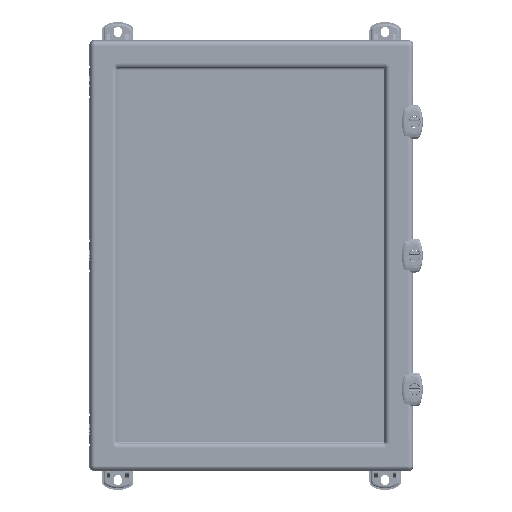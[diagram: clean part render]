
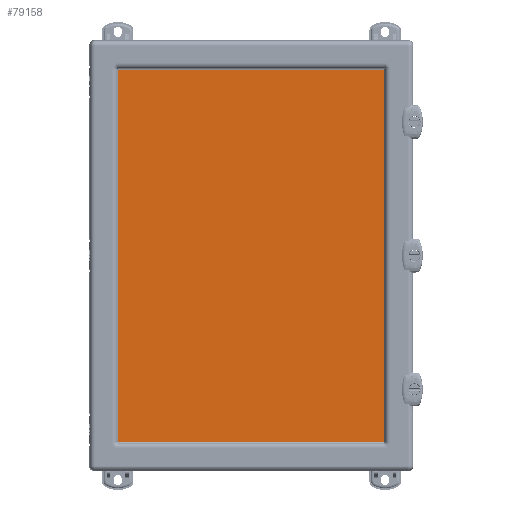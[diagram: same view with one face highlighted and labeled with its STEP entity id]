
A CAD part, top view. The second image highlights one B-rep face of the part: STEP entity #79158.
In plain terms, the highlighted face is planar.
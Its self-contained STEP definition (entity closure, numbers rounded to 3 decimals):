
#4869=PLANE('',#86601);
#9974=FACE_OUTER_BOUND('',#14957,.T.);
#14957=EDGE_LOOP('',(#68160,#68161,#68162,#68163));
#24066=LINE('',#154870,#29936);
#24070=LINE('',#154876,#29940);
#24072=LINE('',#154879,#29942);
#24074=LINE('',#154883,#29944);
#29936=VECTOR('',#104073,10.);
#29940=VECTOR('',#104081,10.);
#29942=VECTOR('',#104085,10.);
#29944=VECTOR('',#104091,10.);
#37073=VERTEX_POINT('',#154849);
#37075=VERTEX_POINT('',#154855);
#37076=VERTEX_POINT('',#154859);
#37079=VERTEX_POINT('',#154866);
#47651=EDGE_CURVE('',#37076,#37079,#24066,.T.);
#47655=EDGE_CURVE('',#37079,#37075,#24070,.T.);
#47657=EDGE_CURVE('',#37073,#37076,#24072,.T.);
#47659=EDGE_CURVE('',#37075,#37073,#24074,.T.);
#68160=ORIENTED_EDGE('',*,*,#47651,.F.);
#68161=ORIENTED_EDGE('',*,*,#47657,.F.);
#68162=ORIENTED_EDGE('',*,*,#47659,.F.);
#68163=ORIENTED_EDGE('',*,*,#47655,.F.);
#79158=ADVANCED_FACE('',(#9974),#4869,.F.);
#86601=AXIS2_PLACEMENT_3D('',#154885,#104094,#104095);
#104073=DIRECTION('',(0.,0.,1.));
#104081=DIRECTION('',(0.,-1.,0.));
#104085=DIRECTION('',(0.,1.,0.));
#104091=DIRECTION('',(0.,0.,-1.));
#104094=DIRECTION('center_axis',(1.,0.,0.));
#104095=DIRECTION('ref_axis',(0.,0.,-1.));
#154849=CARTESIAN_POINT('',(12.,-126.,-176.8));
#154855=CARTESIAN_POINT('',(12.,-126.,176.8));
#154859=CARTESIAN_POINT('',(12.,126.,-176.8));
#154866=CARTESIAN_POINT('',(12.,126.,176.8));
#154870=CARTESIAN_POINT('',(12.,126.,88.9));
#154876=CARTESIAN_POINT('',(12.,-63.5,176.8));
#154879=CARTESIAN_POINT('',(12.,63.5,-176.8));
#154883=CARTESIAN_POINT('',(12.,-126.,-88.9));
#154885=CARTESIAN_POINT('Origin',(12.,0.,0.));
